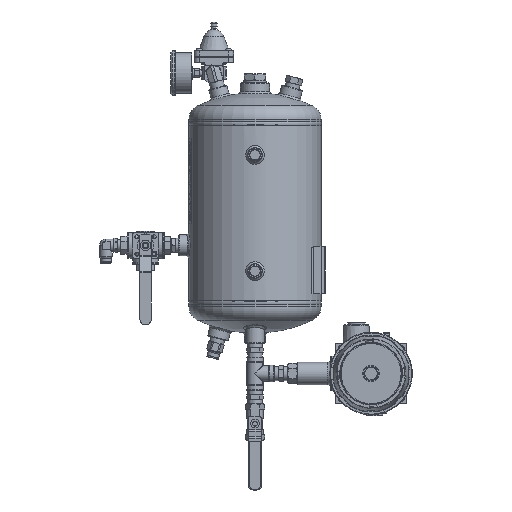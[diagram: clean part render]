
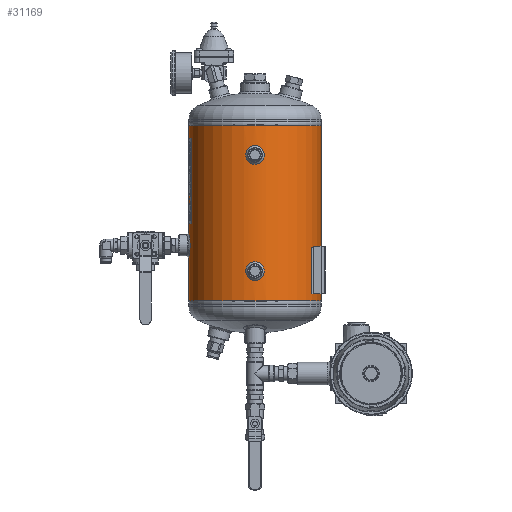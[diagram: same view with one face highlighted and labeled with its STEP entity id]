
A CAD part, front view. The second image highlights one B-rep face of the part: STEP entity #31169.
In plain terms, the highlighted cylindrical face has radius 100 mm (diameter 200 mm), a partial arc.
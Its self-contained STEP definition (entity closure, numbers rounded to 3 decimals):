
#2043=B_SPLINE_CURVE_WITH_KNOTS('',3,(#57238,#57239,#57240,#57241,#57242,
#57243,#57244,#57245,#57246,#57247,#57248,#57249,#57250,#57251,#57252,#57253,
#57254,#57255,#57256),.UNSPECIFIED.,.T.,.F.,(1,1,1,1,1,1,1,1,1,1,1,1,1,
1,1,1,1,1,1,1,1,1,1),(-0.012,-0.008,-0.004,
0.,0.004,0.008,0.012,0.016,
0.02,0.023,0.027,0.031,
0.035,0.039,0.043,0.047,
0.051,0.055,0.059,0.063,
0.066,0.07,0.074),.UNSPECIFIED.);
#2044=B_SPLINE_CURVE_WITH_KNOTS('',3,(#57258,#57259,#57260,#57261,#57262,
#57263,#57264,#57265,#57266,#57267,#57268,#57269,#57270,#57271,#57272,#57273,
#57274,#57275,#57276),.UNSPECIFIED.,.T.,.F.,(1,1,1,1,1,1,1,1,1,1,1,1,1,
1,1,1,1,1,1,1,1,1,1),(-0.012,-0.008,-0.004,
0.,0.004,0.008,0.012,
0.016,0.02,0.023,0.027,
0.031,0.035,0.039,0.043,
0.047,0.051,0.055,0.059,
0.063,0.066,0.07,0.074),
 .UNSPECIFIED.);
#2045=B_SPLINE_CURVE_WITH_KNOTS('',3,(#57278,#57279,#57280,#57281,#57282,
#57283,#57284,#57285,#57286,#57287,#57288,#57289,#57290,#57291,#57292,#57293,
#57294,#57295,#57296),.UNSPECIFIED.,.T.,.F.,(1,1,1,1,1,1,1,1,1,1,1,1,1,
1,1,1,1,1,1,1,1,1,1),(-0.018,-0.012,-0.006,
0.,0.006,0.012,0.018,0.023,
0.029,0.035,0.041,0.047,
0.053,0.059,0.065,0.07,
0.076,0.082,0.088,0.094,
0.1,0.106,0.112),.UNSPECIFIED.);
#3267=LINE('',#57298,#4823);
#3268=LINE('',#57303,#4824);
#4823=VECTOR('',#48045,1000.);
#4824=VECTOR('',#48048,1000.);
#6384=ORIENTED_EDGE('',*,*,#15526,.T.);
#6385=ORIENTED_EDGE('',*,*,#15527,.T.);
#6386=ORIENTED_EDGE('',*,*,#15528,.T.);
#6387=ORIENTED_EDGE('',*,*,#15529,.T.);
#6388=ORIENTED_EDGE('',*,*,#15530,.T.);
#6389=ORIENTED_EDGE('',*,*,#15531,.F.);
#6390=ORIENTED_EDGE('',*,*,#15532,.F.);
#15526=EDGE_CURVE('',#20097,#20097,#2043,.T.);
#15527=EDGE_CURVE('',#20098,#20098,#2044,.T.);
#15528=EDGE_CURVE('',#20099,#20099,#2045,.T.);
#15529=EDGE_CURVE('',#20100,#20101,#3267,.T.);
#15530=EDGE_CURVE('',#20101,#20102,#23100,.T.);
#15531=EDGE_CURVE('',#20103,#20102,#3268,.T.);
#15532=EDGE_CURVE('',#20100,#20103,#23101,.T.);
#20097=VERTEX_POINT('',#57257);
#20098=VERTEX_POINT('',#57277);
#20099=VERTEX_POINT('',#57297);
#20100=VERTEX_POINT('',#57299);
#20101=VERTEX_POINT('',#57300);
#20102=VERTEX_POINT('',#57302);
#20103=VERTEX_POINT('',#57304);
#23100=CIRCLE('',#44249,100.);
#23101=CIRCLE('',#44250,100.);
#24792=EDGE_LOOP('',(#6384));
#24793=EDGE_LOOP('',(#6385));
#24794=EDGE_LOOP('',(#6386));
#24795=EDGE_LOOP('',(#6387,#6388,#6389,#6390));
#27679=FACE_BOUND('',#24792,.T.);
#27680=FACE_BOUND('',#24793,.T.);
#27681=FACE_BOUND('',#24794,.T.);
#27682=FACE_BOUND('',#24795,.T.);
#30567=CYLINDRICAL_SURFACE('',#44248,100.);
#31169=ADVANCED_FACE('',(#27679,#27680,#27681,#27682),#30567,.T.);
#44248=AXIS2_PLACEMENT_3D('',#57237,#48043,#48044);
#44249=AXIS2_PLACEMENT_3D('',#57301,#48046,#48047);
#44250=AXIS2_PLACEMENT_3D('',#57305,#48049,#48050);
#48043=DIRECTION('',(0.,-1.,0.));
#48044=DIRECTION('',(0.,0.,-1.));
#48045=DIRECTION('',(0.,-1.,0.));
#48046=DIRECTION('',(0.,1.,0.));
#48047=DIRECTION('',(1.,0.,0.));
#48048=DIRECTION('',(0.,-1.,0.));
#48049=DIRECTION('',(0.,1.,0.));
#48050=DIRECTION('',(1.,0.,0.));
#57237=CARTESIAN_POINT('',(0.,265.,0.));
#57238=CARTESIAN_POINT('',(-9.473,48.444,-99.554));
#57239=CARTESIAN_POINT('',(-10.262,44.497,-99.471));
#57240=CARTESIAN_POINT('',(-9.477,40.569,-99.553));
#57241=CARTESIAN_POINT('',(-7.254,37.244,-99.75));
#57242=CARTESIAN_POINT('',(-3.93,35.023,-99.946));
#57243=CARTESIAN_POINT('',(-0.006,34.24,-100.027));
#57244=CARTESIAN_POINT('',(3.922,35.019,-99.946));
#57245=CARTESIAN_POINT('',(7.252,37.242,-99.75));
#57246=CARTESIAN_POINT('',(9.478,40.57,-99.553));
#57247=CARTESIAN_POINT('',(10.26,44.496,-99.472));
#57248=CARTESIAN_POINT('',(9.481,48.422,-99.553));
#57249=CARTESIAN_POINT('',(7.262,51.747,-99.749));
#57250=CARTESIAN_POINT('',(3.94,53.974,-99.945));
#57251=CARTESIAN_POINT('',(0.01,54.761,-100.027));
#57252=CARTESIAN_POINT('',(-3.923,53.981,-99.946));
#57253=CARTESIAN_POINT('',(-7.249,51.759,-99.75));
#57254=CARTESIAN_POINT('',(-9.473,48.444,-99.554));
#57255=CARTESIAN_POINT('',(-10.262,44.497,-99.471));
#57256=CARTESIAN_POINT('',(-9.477,40.569,-99.553));
#57257=CARTESIAN_POINT('',(-10.,44.5,-99.499));
#57258=CARTESIAN_POINT('',(3.944,229.973,-99.945));
#57259=CARTESIAN_POINT('',(-0.003,230.762,-100.027));
#57260=CARTESIAN_POINT('',(-3.931,229.977,-99.946));
#57261=CARTESIAN_POINT('',(-7.256,227.754,-99.75));
#57262=CARTESIAN_POINT('',(-9.477,224.43,-99.553));
#57263=CARTESIAN_POINT('',(-10.26,220.506,-99.472));
#57264=CARTESIAN_POINT('',(-9.481,216.578,-99.553));
#57265=CARTESIAN_POINT('',(-7.258,213.248,-99.75));
#57266=CARTESIAN_POINT('',(-3.93,211.022,-99.946));
#57267=CARTESIAN_POINT('',(-0.004,210.24,-100.027));
#57268=CARTESIAN_POINT('',(3.922,211.019,-99.946));
#57269=CARTESIAN_POINT('',(7.247,213.238,-99.75));
#57270=CARTESIAN_POINT('',(9.474,216.56,-99.554));
#57271=CARTESIAN_POINT('',(10.261,220.49,-99.471));
#57272=CARTESIAN_POINT('',(9.481,224.423,-99.553));
#57273=CARTESIAN_POINT('',(7.259,227.749,-99.749));
#57274=CARTESIAN_POINT('',(3.944,229.973,-99.945));
#57275=CARTESIAN_POINT('',(-0.003,230.762,-100.027));
#57276=CARTESIAN_POINT('',(-3.931,229.977,-99.946));
#57277=CARTESIAN_POINT('',(0.,230.5,-100.));
#57278=CARTESIAN_POINT('',(-98.994,187.429,14.208));
#57279=CARTESIAN_POINT('',(-98.806,181.503,15.395));
#57280=CARTESIAN_POINT('',(-98.993,175.608,14.214));
#57281=CARTESIAN_POINT('',(-99.436,170.625,10.88));
#57282=CARTESIAN_POINT('',(-99.878,167.295,5.9));
#57283=CARTESIAN_POINT('',(-100.061,166.117,0.009));
#57284=CARTESIAN_POINT('',(-99.879,167.288,-5.887));
#57285=CARTESIAN_POINT('',(-99.437,170.623,-10.879));
#57286=CARTESIAN_POINT('',(-98.992,175.61,-14.215));
#57287=CARTESIAN_POINT('',(-98.807,181.503,-15.391));
#57288=CARTESIAN_POINT('',(-98.992,187.396,-14.219));
#57289=CARTESIAN_POINT('',(-99.435,192.379,-10.892));
#57290=CARTESIAN_POINT('',(-99.877,195.718,-5.914));
#57291=CARTESIAN_POINT('',(-100.061,196.901,-0.013));
#57292=CARTESIAN_POINT('',(-99.878,195.728,5.889));
#57293=CARTESIAN_POINT('',(-99.437,192.395,10.874));
#57294=CARTESIAN_POINT('',(-98.994,187.429,14.208));
#57295=CARTESIAN_POINT('',(-98.806,181.503,15.395));
#57296=CARTESIAN_POINT('',(-98.993,175.608,14.214));
#57297=CARTESIAN_POINT('',(-98.869,181.508,15.));
#57298=CARTESIAN_POINT('',(0.254,265.,100.));
#57299=CARTESIAN_POINT('',(0.254,265.,100.));
#57300=CARTESIAN_POINT('',(0.254,0.,100.));
#57301=CARTESIAN_POINT('',(0.,0.,0.));
#57302=CARTESIAN_POINT('',(-0.254,0.,100.));
#57303=CARTESIAN_POINT('',(-0.254,265.,100.));
#57304=CARTESIAN_POINT('',(-0.254,265.,100.));
#57305=CARTESIAN_POINT('',(0.,265.,0.));
